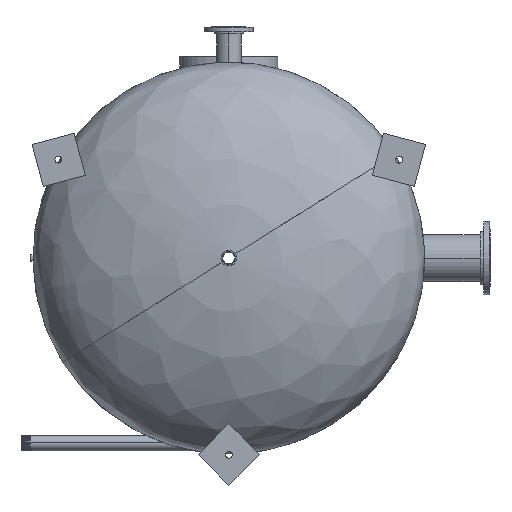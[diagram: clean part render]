
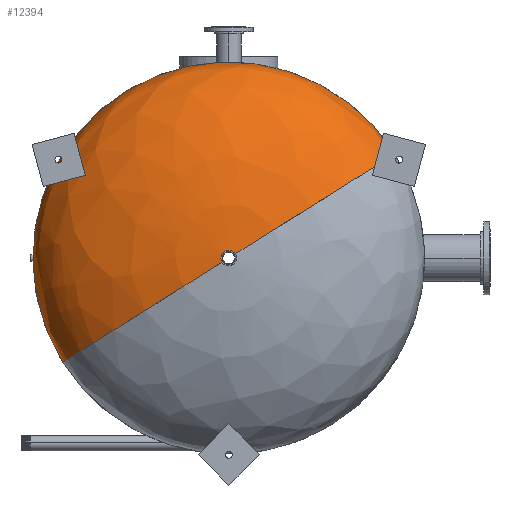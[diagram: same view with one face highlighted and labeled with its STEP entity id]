
A CAD part, front view. The second image highlights one B-rep face of the part: STEP entity #12394.
In plain terms, the highlighted free-form (B-spline) face has degree [3, 3] with [4, 4] control points.
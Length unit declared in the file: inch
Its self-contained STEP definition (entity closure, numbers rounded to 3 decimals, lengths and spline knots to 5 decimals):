
#357 = VERTEX_POINT ( 'NONE', #14821 ) ;
#465 = CARTESIAN_POINT ( 'NONE',  ( -21.78243, 18.61062, 0. ) ) ;
#1169 = CIRCLE ( 'NONE', #23855, 1.3125 ) ;
#1378 = CARTESIAN_POINT ( 'NONE',  ( 0., 18.98791, 0. ) ) ;
#3044 = EDGE_CURVE ( 'NONE', #7481, #4296, #1169, .T. ) ;
#4296 = VERTEX_POINT ( 'NONE', #10168 ) ;
#4555 = ORIENTED_EDGE ( 'NONE', *, *, #7006, .T. ) ;
#4991 = FACE_OUTER_BOUND ( 'NONE', #21332, .T. ) ;
#5501 = CARTESIAN_POINT ( 'NONE',  ( 21.78243, 18.61062, 43.56486 ) ) ;
#7006 = EDGE_CURVE ( 'NONE', #7481, #12512, #25495, .T. ) ;
#7481 = VERTEX_POINT ( 'NONE', #10343 ) ;
#7781 = CARTESIAN_POINT ( 'NONE',  ( -36., 11.16096, 0. ) ) ;
#8575 = ORIENTED_EDGE ( 'NONE', *, *, #13030, .F. ) ;
#9257 = CARTESIAN_POINT ( 'NONE',  ( 36., 0.8125, 0. ) ) ;
#9779 = VERTEX_POINT ( 'NONE', #9257 ) ;
#9887 = CARTESIAN_POINT ( 'NONE',  ( 36., 11.16096, 72. ) ) ;
#10000 = DIRECTION ( 'NONE',  ( 1., 0., 0. ) ) ;
#10168 = CARTESIAN_POINT ( 'NONE',  ( -0.69682, 18.98791, 1.11225 ) ) ;
#10343 = CARTESIAN_POINT ( 'NONE',  ( -1.3125, 18.98791, 0. ) ) ;
#11127 = CARTESIAN_POINT ( 'NONE',  ( 0., 18.98791, 0. ) ) ;
#12007 = CARTESIAN_POINT ( 'NONE',  ( 21.78243, 18.61062, 0. ) ) ;
#12365 = CIRCLE ( 'NONE', #16917, 1.3125 ) ;
#12394 = ADVANCED_FACE ( 'NONE', ( #4991 ), #23477, .F. ) ;
#12512 = VERTEX_POINT ( 'NONE', #25831 ) ;
#12572 = CARTESIAN_POINT ( 'NONE',  ( 21.78243, 18.61062, 0. ) ) ;
#12828 = DIRECTION ( 'NONE',  ( 0., 1., 0. ) ) ;
#13030 = EDGE_CURVE ( 'NONE', #9779, #12512, #19957, .T. ) ;
#14278 = CARTESIAN_POINT ( 'NONE',  ( 36., 0.8125, 0. ) ) ;
#14601 = CARTESIAN_POINT ( 'NONE',  ( -1.3125, 18.98791, 0. ) ) ;
#14821 = CARTESIAN_POINT ( 'NONE',  ( 1.3125, 18.98791, 0. ) ) ;
#15020 = ORIENTED_EDGE ( 'NONE', *, *, #24849, .F. ) ;
#15621 = ORIENTED_EDGE ( 'NONE', *, *, #3044, .F. ) ;
#16298 = EDGE_CURVE ( 'NONE', #4296, #357, #12365, .T. ) ;
#16426 = CARTESIAN_POINT ( 'NONE',  ( 36., 0.8125, 72. ) ) ;
#16917 = AXIS2_PLACEMENT_3D ( 'NONE', #11127, #12828, #21512 ) ;
#17023 = CARTESIAN_POINT ( 'NONE',  ( -36., 0.8125, 0. ) ) ;
#18560 = CARTESIAN_POINT ( 'NONE',  ( -36., 11.16096, 72. ) ) ;
#18701 = CARTESIAN_POINT ( 'NONE',  ( 1.3125, 18.98791, 2.625 ) ) ;
#19957 = CIRCLE ( 'NONE', #21320, 36. ) ;
#20691 = CARTESIAN_POINT ( 'NONE',  ( -21.78243, 18.61062, 43.56486 ) ) ;
#20803 = CARTESIAN_POINT ( 'NONE',  ( 0., 0.8125, 0. ) ) ;
#21108 = CARTESIAN_POINT ( 'NONE',  ( 1.3125, 18.98791, 0. ) ) ;
#21320 = AXIS2_PLACEMENT_3D ( 'NONE', #20803, #22792, #26916 ) ;
#21332 = EDGE_LOOP ( 'NONE', ( #15621, #4555, #8575, #15020, #22494 ) ) ;
#21512 = DIRECTION ( 'NONE',  ( 1., 0., 0. ) ) ;
#22306 = CARTESIAN_POINT ( 'NONE',  ( -1.3125, 18.98791, 2.625 ) ) ;
#22494 = ORIENTED_EDGE ( 'NONE', *, *, #16298, .F. ) ;
#22792 = DIRECTION ( 'NONE',  ( 0., -1., 0. ) ) ;
#22974 = CARTESIAN_POINT ( 'NONE',  ( -36., 0.8125, 0. ) ) ;
#23118 = CARTESIAN_POINT ( 'NONE',  ( 36., 11.16096, 0. ) ) ;
#23304 = CARTESIAN_POINT ( 'NONE',  ( -21.78243, 18.61062, 0. ) ) ;
#23318 =( BOUNDED_CURVE ( )  B_SPLINE_CURVE ( 3, ( #21108, #12572, #27816, #23677 ),
 .UNSPECIFIED., .F., .F. ) 
 B_SPLINE_CURVE_WITH_KNOTS ( ( 4, 4 ),
 ( 1.60726, 3.14159 ),
 .UNSPECIFIED. ) 
 CURVE ( )  GEOMETRIC_REPRESENTATION_ITEM ( )  RATIONAL_B_SPLINE_CURVE ( ( 1., 0.813, 0.813, 1. ) ) 
 REPRESENTATION_ITEM ( '' )  );
#23477 =( BOUNDED_SURFACE ( )  B_SPLINE_SURFACE ( 3, 3, ( 
 ( #24320, #18701, #22306, #26720 ),
 ( #12007, #5501, #20691, #465 ),
 ( #23118, #9887, #18560, #7781 ),
 ( #14278, #16426, #25117, #22974 ) ),
 .UNSPECIFIED., .F., .F., .T. ) 
 B_SPLINE_SURFACE_WITH_KNOTS ( ( 4, 4 ),
 ( 4, 4 ),
 ( 0., 1. ),
 ( 0., 1. ),
 .UNSPECIFIED. ) 
 GEOMETRIC_REPRESENTATION_ITEM ( )  RATIONAL_B_SPLINE_SURFACE ( (
 ( 1., 0.333, 0.333, 1.),
 ( 0.813, 0.271, 0.271, 0.813),
 ( 0.813, 0.271, 0.271, 0.813),
 ( 1., 0.333, 0.333, 1.) ) ) 
 REPRESENTATION_ITEM ( '' )  SURFACE ( )  );
#23677 = CARTESIAN_POINT ( 'NONE',  ( 36., 0.8125, 0. ) ) ;
#23855 = AXIS2_PLACEMENT_3D ( 'NONE', #1378, #26915, #10000 ) ;
#24320 = CARTESIAN_POINT ( 'NONE',  ( 1.3125, 18.98791, 0. ) ) ;
#24849 = EDGE_CURVE ( 'NONE', #357, #9779, #23318, .T. ) ;
#25117 = CARTESIAN_POINT ( 'NONE',  ( -36., 0.8125, 72. ) ) ;
#25495 =( BOUNDED_CURVE ( )  B_SPLINE_CURVE ( 3, ( #14601, #23304, #27586, #17023 ),
 .UNSPECIFIED., .F., .F. ) 
 B_SPLINE_CURVE_WITH_KNOTS ( ( 4, 4 ),
 ( 1.60726, 3.14159 ),
 .UNSPECIFIED. ) 
 CURVE ( )  GEOMETRIC_REPRESENTATION_ITEM ( )  RATIONAL_B_SPLINE_CURVE ( ( 1., 0.813, 0.813, 1. ) ) 
 REPRESENTATION_ITEM ( '' )  );
#25831 = CARTESIAN_POINT ( 'NONE',  ( -36., 0.8125, 0. ) ) ;
#26720 = CARTESIAN_POINT ( 'NONE',  ( -1.3125, 18.98791, 0. ) ) ;
#26915 = DIRECTION ( 'NONE',  ( 0., 1., 0. ) ) ;
#26916 = DIRECTION ( 'NONE',  ( 1., 0., 0. ) ) ;
#27586 = CARTESIAN_POINT ( 'NONE',  ( -36., 11.16096, 0. ) ) ;
#27816 = CARTESIAN_POINT ( 'NONE',  ( 36., 11.16096, 0. ) ) ;
